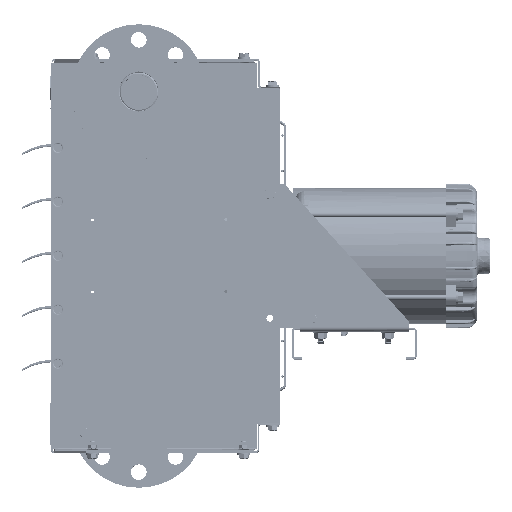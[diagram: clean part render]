
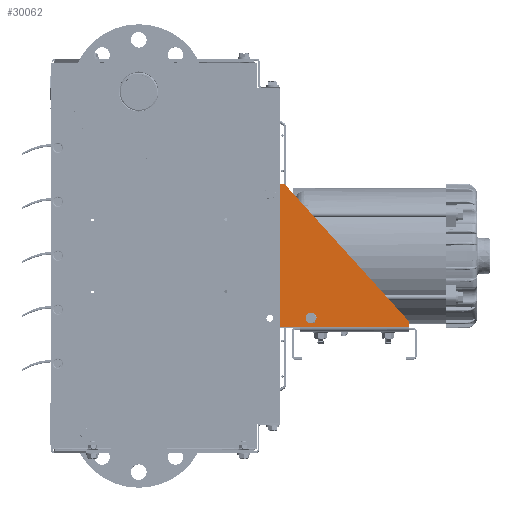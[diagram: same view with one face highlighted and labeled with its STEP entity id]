
A CAD part, top view. The second image highlights one B-rep face of the part: STEP entity #30062.
In plain terms, the highlighted planar face has unit normal (0, 0, 1).
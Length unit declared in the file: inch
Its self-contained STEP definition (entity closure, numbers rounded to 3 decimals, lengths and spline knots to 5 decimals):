
#1555 = FACE_BOUND ( 'NONE', #176760, .T. ) ;
#1739 = FACE_OUTER_BOUND ( 'NONE', #83717, .T. ) ;
#1916 = FACE_BOUND ( 'NONE', #33548, .T. ) ;
#5478 = EDGE_CURVE ( 'NONE', #29053, #40605, #176280, .T. ) ;
#7372 = EDGE_CURVE ( 'NONE', #170133, #35100, #40769, .T. ) ;
#9079 = ORIENTED_EDGE ( 'NONE', *, *, #7372, .F. ) ;
#9812 = DIRECTION ( 'NONE',  ( 1., 0., 0. ) ) ;
#10038 = CARTESIAN_POINT ( 'NONE',  ( 13.00596, -3.656, 8.02298 ) ) ;
#10188 = DIRECTION ( 'NONE',  ( 0., 0., 1. ) ) ;
#11263 = DIRECTION ( 'NONE',  ( 0., 1., 0. ) ) ;
#11428 = CARTESIAN_POINT ( 'NONE',  ( 13.00596, -3.656, 8.02298 ) ) ;
#11980 = PLANE ( 'NONE',  #92305 ) ;
#15310 = DIRECTION ( 'NONE',  ( 1., 0., 0. ) ) ;
#15481 = CARTESIAN_POINT ( 'NONE',  ( 6.31846, 3., 8.02298 ) ) ;
#16930 = ORIENTED_EDGE ( 'NONE', *, *, #134828, .F. ) ;
#21701 = VERTEX_POINT ( 'NONE', #26729 ) ;
#22071 = ORIENTED_EDGE ( 'NONE', *, *, #65759, .T. ) ;
#23954 = EDGE_CURVE ( 'NONE', #106225, #21701, #71880, .T. ) ;
#25522 = ORIENTED_EDGE ( 'NONE', *, *, #132293, .T. ) ;
#26729 = CARTESIAN_POINT ( 'NONE',  ( 6.13096, -3., 8.02298 ) ) ;
#28234 = VERTEX_POINT ( 'NONE', #123016 ) ;
#28408 = EDGE_CURVE ( 'NONE', #28234, #35100, #67682, .T. ) ;
#29053 = VERTEX_POINT ( 'NONE', #69087 ) ;
#30062 = ADVANCED_FACE ( 'NONE', ( #1555, #1916, #1739 ), #11980, .T. ) ;
#31132 = CARTESIAN_POINT ( 'NONE',  ( 7.74631, -3.446, 8.02298 ) ) ;
#33548 = EDGE_LOOP ( 'NONE', ( #132871, #16930 ) ) ;
#35100 = VERTEX_POINT ( 'NONE', #31132 ) ;
#37906 = EDGE_CURVE ( 'NONE', #28234, #110228, #139439, .T. ) ;
#39169 = DIRECTION ( 'NONE',  ( -1., 0., 0. ) ) ;
#39413 = VECTOR ( 'NONE', #39169, 39.37008 ) ;
#40605 = VERTEX_POINT ( 'NONE', #114518 ) ;
#40769 = LINE ( 'NONE', #122119, #39413 ) ;
#42136 = EDGE_CURVE ( 'NONE', #46410, #110228, #145101, .T. ) ;
#46410 = VERTEX_POINT ( 'NONE', #155456 ) ;
#55189 = EDGE_CURVE ( 'NONE', #40605, #29053, #160311, .T. ) ;
#63456 = AXIS2_PLACEMENT_3D ( 'NONE', #15481, #175535, #15310 ) ;
#64048 = VECTOR ( 'NONE', #111168, 39.37008 ) ;
#65759 = EDGE_CURVE ( 'NONE', #170133, #166392, #76037, .T. ) ;
#66774 = CARTESIAN_POINT ( 'NONE',  ( 6.31846, -3., 8.02298 ) ) ;
#67682 = LINE ( 'NONE', #113545, #64048 ) ;
#68879 = DIRECTION ( 'NONE',  ( 1., 0., 0. ) ) ;
#69087 = CARTESIAN_POINT ( 'NONE',  ( 6.13096, 3., 8.02298 ) ) ;
#69095 = DIRECTION ( 'NONE',  ( 0., 0., 1. ) ) ;
#69669 = CARTESIAN_POINT ( 'NONE',  ( 6.31846, 3., 8.02298 ) ) ;
#71880 = CIRCLE ( 'NONE', #141141, 0.1875 ) ;
#76037 = LINE ( 'NONE', #11428, #149069 ) ;
#80664 = DIRECTION ( 'NONE',  ( 1., 0., 0. ) ) ;
#83717 = EDGE_LOOP ( 'NONE', ( #22071, #25522, #153499, #153905, #159604, #9079 ) ) ;
#92063 = CARTESIAN_POINT ( 'NONE',  ( 6.50596, -3., 8.02298 ) ) ;
#92305 = AXIS2_PLACEMENT_3D ( 'NONE', #10038, #10188, #9812 ) ;
#99996 = CARTESIAN_POINT ( 'NONE',  ( 5.88096, 3.469, 8.02298 ) ) ;
#103410 = DIRECTION ( 'NONE',  ( 1., 0., 0. ) ) ;
#106225 = VERTEX_POINT ( 'NONE', #92063 ) ;
#106497 = DIRECTION ( 'NONE',  ( 0., 0., 1. ) ) ;
#107679 = CARTESIAN_POINT ( 'NONE',  ( 6.31846, -3., 8.02298 ) ) ;
#110228 = VERTEX_POINT ( 'NONE', #99996 ) ;
#111168 = DIRECTION ( 'NONE',  ( 1., 0., 0. ) ) ;
#113545 = CARTESIAN_POINT ( 'NONE',  ( 13.00596, -3.446, 8.02298 ) ) ;
#114518 = CARTESIAN_POINT ( 'NONE',  ( 6.50596, 3., 8.02298 ) ) ;
#115989 = CARTESIAN_POINT ( 'NONE',  ( 5.88096, -3.656, 8.02298 ) ) ;
#116222 = DIRECTION ( 'NONE',  ( 0., 1., 0. ) ) ;
#122119 = CARTESIAN_POINT ( 'NONE',  ( 13.00596, -3.446, 8.02298 ) ) ;
#123016 = CARTESIAN_POINT ( 'NONE',  ( 5.88096, -3.446, 8.02298 ) ) ;
#124321 = VECTOR ( 'NONE', #165228, 39.37008 ) ;
#128915 = AXIS2_PLACEMENT_3D ( 'NONE', #69669, #69095, #68879 ) ;
#129216 = ORIENTED_EDGE ( 'NONE', *, *, #55189, .F. ) ;
#132293 = EDGE_CURVE ( 'NONE', #166392, #46410, #160544, .T. ) ;
#132357 = ORIENTED_EDGE ( 'NONE', *, *, #5478, .F. ) ;
#132871 = ORIENTED_EDGE ( 'NONE', *, *, #23954, .F. ) ;
#134014 = CARTESIAN_POINT ( 'NONE',  ( 13.00596, -3.156, 8.02298 ) ) ;
#134828 = EDGE_CURVE ( 'NONE', #21701, #106225, #163346, .T. ) ;
#139439 = LINE ( 'NONE', #115989, #139583 ) ;
#139583 = VECTOR ( 'NONE', #116222, 39.37008 ) ;
#140145 = CARTESIAN_POINT ( 'NONE',  ( 13.00596, -3.446, 8.02298 ) ) ;
#141141 = AXIS2_PLACEMENT_3D ( 'NONE', #107679, #106497, #103410 ) ;
#144244 = VECTOR ( 'NONE', #144634, 39.37008 ) ;
#144634 = DIRECTION ( 'NONE',  ( -1., 0., 0. ) ) ;
#145101 = LINE ( 'NONE', #153171, #144244 ) ;
#149069 = VECTOR ( 'NONE', #11263, 39.37008 ) ;
#151580 = CARTESIAN_POINT ( 'NONE',  ( 13.25474, -3.43069, 8.02298 ) ) ;
#153171 = CARTESIAN_POINT ( 'NONE',  ( 13.00596, 3.469, 8.02298 ) ) ;
#153499 = ORIENTED_EDGE ( 'NONE', *, *, #42136, .T. ) ;
#153905 = ORIENTED_EDGE ( 'NONE', *, *, #37906, .F. ) ;
#155456 = CARTESIAN_POINT ( 'NONE',  ( 7.00596, 3.469, 8.02298 ) ) ;
#159604 = ORIENTED_EDGE ( 'NONE', *, *, #28408, .T. ) ;
#160311 = CIRCLE ( 'NONE', #63456, 0.1875 ) ;
#160544 = LINE ( 'NONE', #151580, #124321 ) ;
#161106 = AXIS2_PLACEMENT_3D ( 'NONE', #66774, #162781, #80664 ) ;
#162781 = DIRECTION ( 'NONE',  ( 0., 0., 1. ) ) ;
#163346 = CIRCLE ( 'NONE', #161106, 0.1875 ) ;
#165228 = DIRECTION ( 'NONE',  ( -0.671, 0.741, 0. ) ) ;
#166392 = VERTEX_POINT ( 'NONE', #134014 ) ;
#170133 = VERTEX_POINT ( 'NONE', #140145 ) ;
#175535 = DIRECTION ( 'NONE',  ( 0., 0., 1. ) ) ;
#176280 = CIRCLE ( 'NONE', #128915, 0.1875 ) ;
#176760 = EDGE_LOOP ( 'NONE', ( #129216, #132357 ) ) ;
